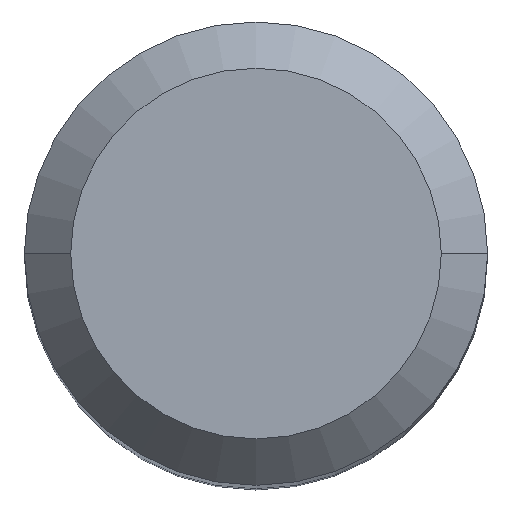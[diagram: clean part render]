
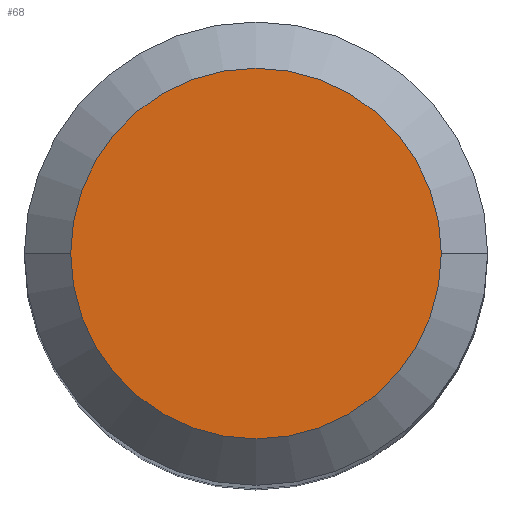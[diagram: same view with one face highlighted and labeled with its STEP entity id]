
A CAD part, top view. The second image highlights one B-rep face of the part: STEP entity #68.
In plain terms, the highlighted planar face has unit normal (0, 0, 1).
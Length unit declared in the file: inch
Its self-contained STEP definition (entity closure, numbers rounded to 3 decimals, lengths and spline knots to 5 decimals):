
#28 = DIRECTION ( 'NONE',  ( 1., 0., 0. ) ) ;
#42 = DIRECTION ( 'NONE',  ( 0., 0., 1. ) ) ;
#50 = DIRECTION ( 'NONE',  ( 1., 0., 0. ) ) ;
#62 = ORIENTED_EDGE ( 'NONE', *, *, #298, .T. ) ;
#68 = ADVANCED_FACE ( 'NONE', ( #330 ), #448, .F. ) ;
#71 = VERTEX_POINT ( 'NONE', #227 ) ;
#75 = DIRECTION ( 'NONE',  ( -1., 0., 0. ) ) ;
#83 = AXIS2_PLACEMENT_3D ( 'NONE', #279, #42, #28 ) ;
#90 = DIRECTION ( 'NONE',  ( 0., 0., 1. ) ) ;
#117 = DIRECTION ( 'NONE',  ( 0., 0., -1. ) ) ;
#163 = EDGE_CURVE ( 'NONE', #284, #71, #320, .T. ) ;
#168 = AXIS2_PLACEMENT_3D ( 'NONE', #406, #117, #75 ) ;
#173 = AXIS2_PLACEMENT_3D ( 'NONE', #234, #90, #50 ) ;
#200 = CIRCLE ( 'NONE', #173, 0.15748 ) ;
#215 = ORIENTED_EDGE ( 'NONE', *, *, #163, .T. ) ;
#223 = EDGE_LOOP ( 'NONE', ( #62, #215 ) ) ;
#227 = CARTESIAN_POINT ( 'NONE',  ( -0.15748, 0., 0. ) ) ;
#234 = CARTESIAN_POINT ( 'NONE',  ( 0., 0., 0. ) ) ;
#279 = CARTESIAN_POINT ( 'NONE',  ( 0., 0., 0. ) ) ;
#284 = VERTEX_POINT ( 'NONE', #411 ) ;
#298 = EDGE_CURVE ( 'NONE', #71, #284, #200, .T. ) ;
#320 = CIRCLE ( 'NONE', #83, 0.15748 ) ;
#330 = FACE_OUTER_BOUND ( 'NONE', #223, .T. ) ;
#406 = CARTESIAN_POINT ( 'NONE',  ( 0., 0., 0. ) ) ;
#411 = CARTESIAN_POINT ( 'NONE',  ( 0.15748, 0., 0. ) ) ;
#448 = PLANE ( 'NONE',  #168 ) ;
